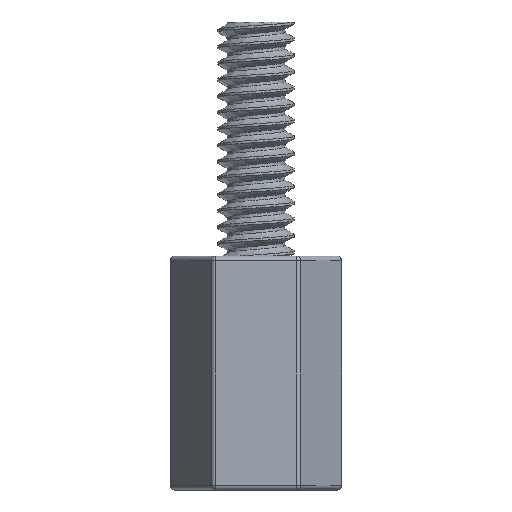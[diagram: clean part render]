
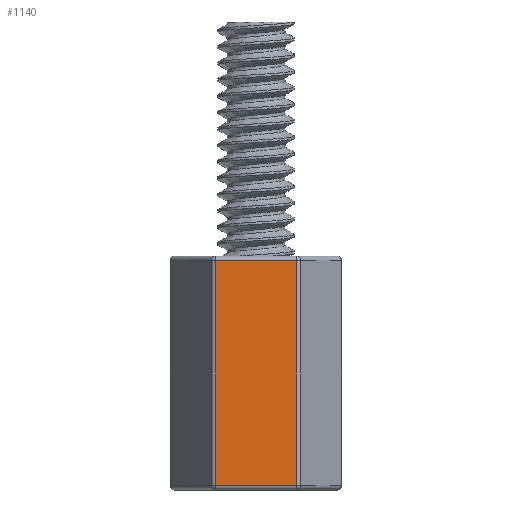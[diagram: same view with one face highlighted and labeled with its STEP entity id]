
A CAD part, front view. The second image highlights one B-rep face of the part: STEP entity #1140.
In plain terms, the highlighted planar face has unit normal (0.002, -1, 0).
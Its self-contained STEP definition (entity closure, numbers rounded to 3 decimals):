
#19=PLANE('',#1238);
#74=FACE_OUTER_BOUND('',#148,.T.);
#148=EDGE_LOOP('',(#840,#841,#842,#843));
#328=LINE('',#2677,#394);
#330=LINE('',#2687,#396);
#332=LINE('',#2693,#398);
#333=LINE('',#2694,#399);
#394=VECTOR('',#1415,10.);
#396=VECTOR('',#1427,10.);
#398=VECTOR('',#1433,10.);
#399=VECTOR('',#1434,10.);
#494=VERTEX_POINT('',#2669);
#497=VERTEX_POINT('',#2676);
#500=VERTEX_POINT('',#2686);
#502=VERTEX_POINT('',#2692);
#628=EDGE_CURVE('',#494,#497,#328,.T.);
#633=EDGE_CURVE('',#497,#500,#330,.T.);
#636=EDGE_CURVE('',#502,#494,#332,.T.);
#637=EDGE_CURVE('',#500,#502,#333,.T.);
#840=ORIENTED_EDGE('',*,*,#628,.F.);
#841=ORIENTED_EDGE('',*,*,#636,.F.);
#842=ORIENTED_EDGE('',*,*,#637,.F.);
#843=ORIENTED_EDGE('',*,*,#633,.F.);
#1140=ADVANCED_FACE('',(#74),#19,.T.);
#1238=AXIS2_PLACEMENT_3D('',#2691,#1431,#1432);
#1415=DIRECTION('',(0.,0.,1.));
#1427=DIRECTION('',(1.,0.002,0.));
#1431=DIRECTION('center_axis',(0.002,-1.,0.));
#1432=DIRECTION('ref_axis',(1.,0.002,0.));
#1433=DIRECTION('',(-1.,-0.002,0.));
#1434=DIRECTION('',(0.,0.,-1.));
#2669=CARTESIAN_POINT('',(14.137,-1.601,0.1));
#2676=CARTESIAN_POINT('',(14.137,-1.601,4.9));
#2677=CARTESIAN_POINT('',(14.137,-1.601,0.));
#2686=CARTESIAN_POINT('',(15.869,-1.599,4.9));
#2687=CARTESIAN_POINT('',(14.541,-1.601,4.9));
#2691=CARTESIAN_POINT('Origin',(14.079,-1.602,0.));
#2692=CARTESIAN_POINT('',(15.869,-1.599,0.1));
#2693=CARTESIAN_POINT('',(14.541,-1.601,0.1));
#2694=CARTESIAN_POINT('',(15.869,-1.599,0.));
